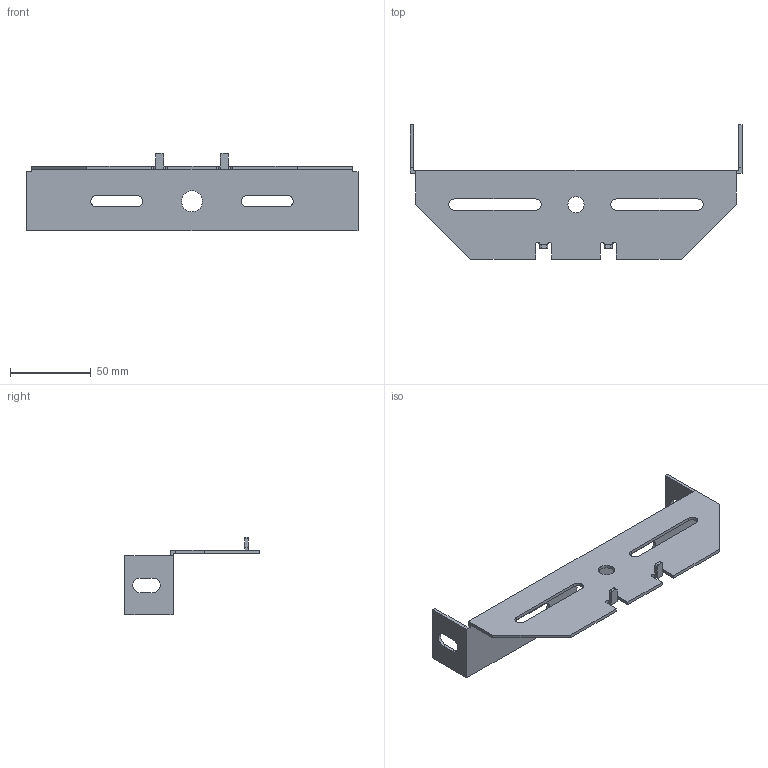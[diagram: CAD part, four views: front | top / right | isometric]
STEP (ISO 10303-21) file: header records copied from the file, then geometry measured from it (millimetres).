
FILE_DESCRIPTION (( 'STEP AP214' ), '1' );
FILE_NAME ('6358853.STP', '2017-03-27T13:41:19', ( '' ), ( '' ), 'SwSTEP 2.0', 'SolidWorks 2016', '' );
FILE_SCHEMA (( 'AUTOMOTIVE_DESIGN' ));
Length unit declared in the file: millimetre
Products named in the file (1): 6358853
Bounding box: 205 x 83 x 48 mm (x, y, z)
Volume: 35563.4 mm3; surface area: 38159.3 mm2
Topology: 1 solids, 1 shells, 86 faces, 256 edges, 172 vertices
Faces by surface type: plane 58, cylinder 24, bspline 4
Entity records: 3266 total; most frequent: CARTESIAN_POINT 887, ORIENTED_EDGE 512, DIRECTION 450, EDGE_CURVE 256, VECTOR 188, LINE 188, VERTEX_POINT 172, AXIS2_PLACEMENT_3D 131
